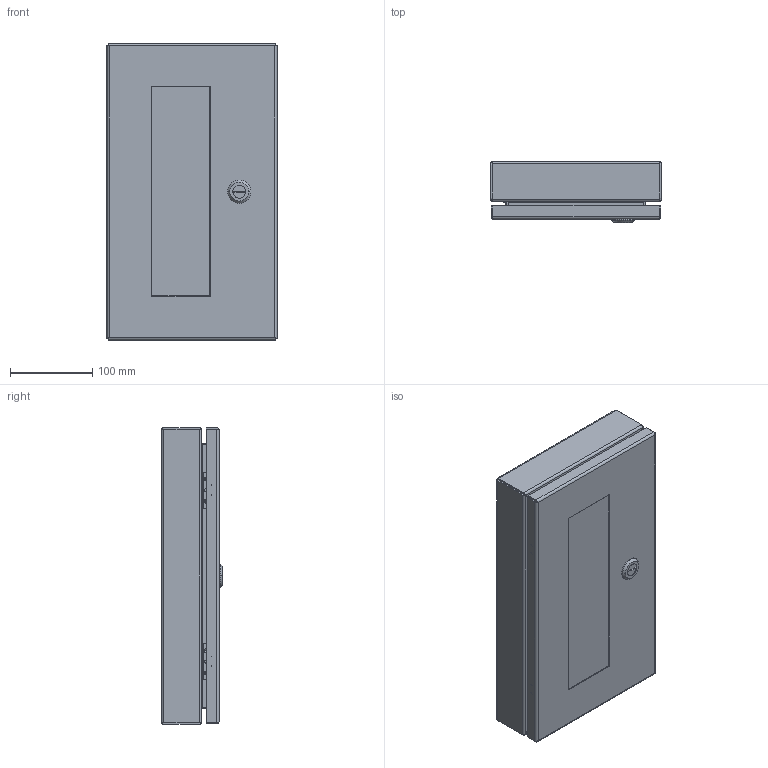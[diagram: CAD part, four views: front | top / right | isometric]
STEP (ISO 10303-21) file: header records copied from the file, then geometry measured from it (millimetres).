
FILE_DESCRIPTION (( 'STEP AP203' ), '1' );
FILE_NAME ('1481WDH1612_Default.step', '2019-11-12T17:25:44', ( '' ), ( '' ), 'SwSTEP 2.0', 'SolidWorks 2019', '' );
FILE_SCHEMA (( 'CONFIG_CONTROL_DESIGN' ));
Length unit declared in the file: inch
Products named in the file (1): 1481WDH1612_Default
Bounding box: 206.76 x 73.91 x 360.43 mm (x, y, z)
Volume: 533106.4 mm3; surface area: 502640.5 mm2
Topology: 35 solids, 35 shells, 860 faces, 1905 edges, 1142 vertices
Faces by surface type: plane 465, cylinder 245, bspline 92, cone 46, torus 12
Entity records: 28229 total; most frequent: CARTESIAN_POINT 9618, ORIENTED_EDGE 3806, DIRECTION 3720, EDGE_CURVE 1903, AXIS2_PLACEMENT_3D 1292, VERTEX_POINT 1142, VECTOR 1136, LINE 1136
